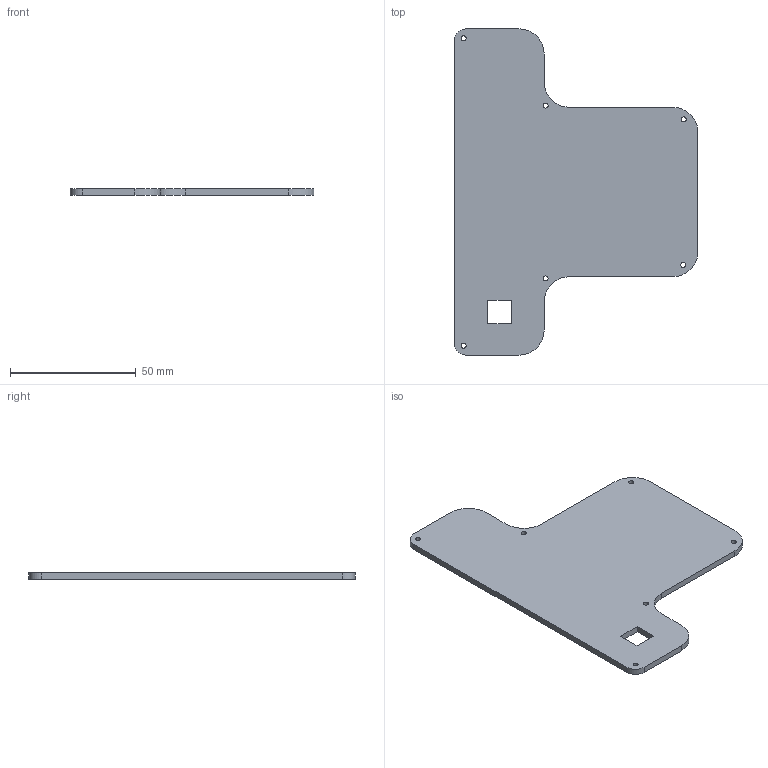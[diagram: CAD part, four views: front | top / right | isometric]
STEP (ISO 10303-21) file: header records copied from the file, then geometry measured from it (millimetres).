
FILE_DESCRIPTION(/* description */ (''),/* implementation_level */ '2;1');
FILE_NAME(/* name */ 'Pi Cam Back.step',/* time_stamp */ '2017-11-30T13:32:39+00:00',/* author */ (''),/* organization */ (''),/* preprocessor_version */ 'ST-DEVELOPER v16.13',/* originating_system */ 'Autodesk Translation Framework v6.5.0.72',/* authorisation */ '');
FILE_SCHEMA (('AUTOMOTIVE_DESIGN { 1 0 10303 214 3 1 1 }'));
Length unit declared in the file: millimetre
Products named in the file (1): Pi Cam Back
Bounding box: 96.87 x 129.58 x 2.5 mm (x, y, z)
Volume: 21475 mm3; surface area: 18421.7 mm2
Topology: 1 solids, 1 shells, 28 faces, 84 edges, 58 vertices
Faces by surface type: cylinder 14, plane 14
Full cylindrical faces by diameter (mm): 2 x6
Entity records: 1038 total; most frequent: DIRECTION 176, CARTESIAN_POINT 171, ORIENTED_EDGE 168, EDGE_CURVE 84, AXIS2_PLACEMENT_3D 63, VERTEX_POINT 58, LINE 50, VECTOR 50
